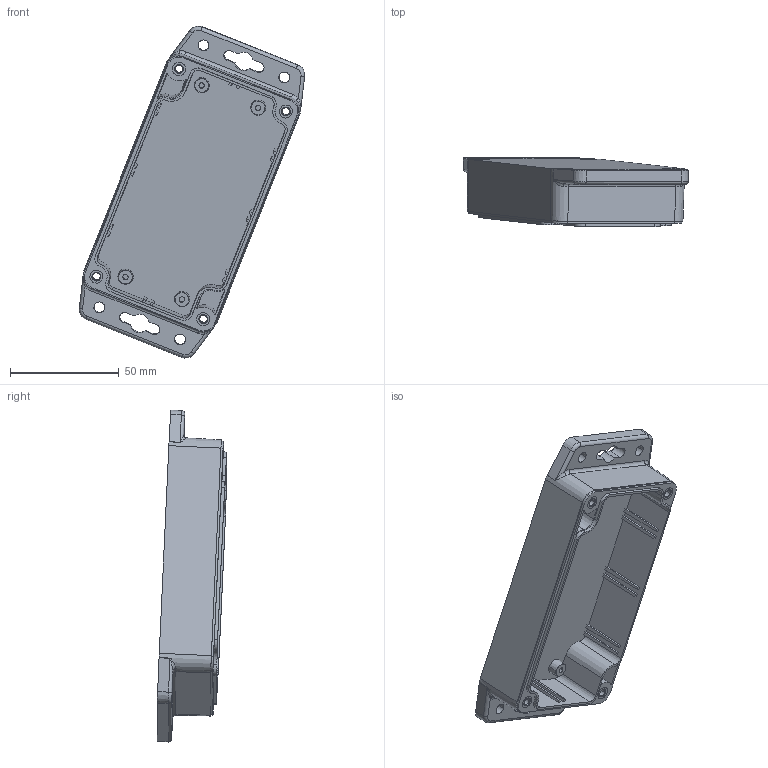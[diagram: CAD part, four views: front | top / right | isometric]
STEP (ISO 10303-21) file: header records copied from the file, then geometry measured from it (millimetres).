
FILE_DESCRIPTION (( 'STEP AP203' ), '1' );
FILE_NAME ('g203mf-g304mf.step', '2021-09-14T13:18:55', ( '' ), ( '' ), 'SwSTEP 2.0', 'SolidWorks 2020', '' );
FILE_SCHEMA (( 'CONFIG_CONTROL_DESIGN' ));
Length unit declared in the file: millimetre
Products named in the file (2): g203mf-g304mf; G203-BASE.step
Assembly tree (1 placements, depth 2):
  g203mf-g304mf
    G203-BASE.step
Bounding box: 103.82 x 31.98 x 152.91 mm (x, y, z)
Volume: 59632.4 mm3; surface area: 41860 mm2
Topology: 1 solids, 1 shells, 442 faces, 1097 edges, 680 vertices
Faces by surface type: plane 171, cone 95, cylinder 94, bspline 66, torus 16
Entity records: 16152 total; most frequent: CARTESIAN_POINT 5641, ORIENTED_EDGE 2166, DIRECTION 2156, EDGE_CURVE 1083, AXIS2_PLACEMENT_3D 805, VERTEX_POINT 680, LINE 546, VECTOR 546
